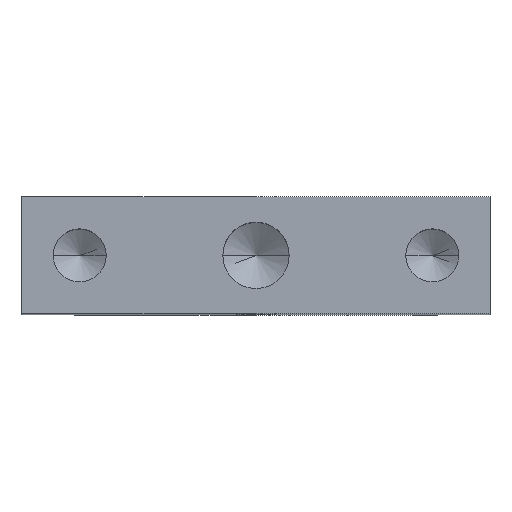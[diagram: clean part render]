
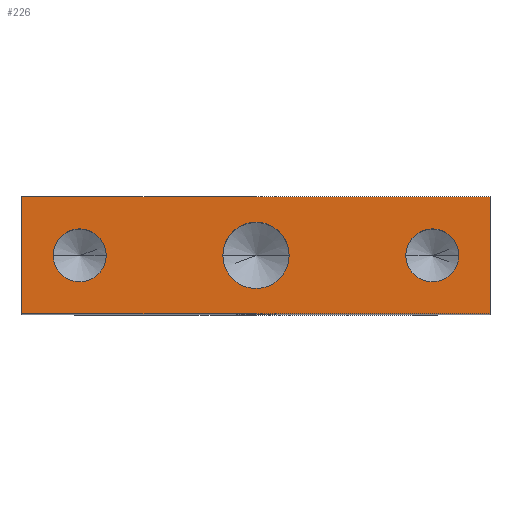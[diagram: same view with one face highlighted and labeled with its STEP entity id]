
A CAD part, top view. The second image highlights one B-rep face of the part: STEP entity #226.
In plain terms, the highlighted planar face has unit normal (0, 0, 1).
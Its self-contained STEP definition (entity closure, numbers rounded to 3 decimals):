
#6 = VERTEX_POINT ( 'NONE', #1105 ) ;
#7 = ORIENTED_EDGE ( 'NONE', *, *, #1145, .F. ) ;
#21 = CARTESIAN_POINT ( 'NONE',  ( -5., 15., 0. ) ) ;
#22 = EDGE_LOOP ( 'NONE', ( #7, #130, #210, #689 ) ) ;
#32 = CIRCLE ( 'NONE', #1388, 3.4 ) ;
#53 = CARTESIAN_POINT ( 'NONE',  ( 0., 15., 0. ) ) ;
#78 = CIRCLE ( 'NONE', #1327, 3.4 ) ;
#116 = EDGE_CURVE ( 'NONE', #6, #249, #1465, .T. ) ;
#130 = ORIENTED_EDGE ( 'NONE', *, *, #143, .F. ) ;
#142 = CARTESIAN_POINT ( 'NONE',  ( -15.8, 7.5, 0. ) ) ;
#143 = EDGE_CURVE ( 'NONE', #1220, #506, #505, .T. ) ;
#147 = AXIS2_PLACEMENT_3D ( 'NONE', #182, #534, #784 ) ;
#148 = CARTESIAN_POINT ( 'NONE',  ( -35., 7.5, 0. ) ) ;
#182 = CARTESIAN_POINT ( 'NONE',  ( -12.4, 7.5, 0. ) ) ;
#189 = CARTESIAN_POINT ( 'NONE',  ( -30.75, 7.5, 0. ) ) ;
#210 = ORIENTED_EDGE ( 'NONE', *, *, #1382, .F. ) ;
#226 = ADVANCED_FACE ( 'NONE', ( #785, #713, #1408, #790 ), #237, .F. ) ;
#237 = PLANE ( 'NONE',  #1085 ) ;
#241 = EDGE_LOOP ( 'NONE', ( #1189, #651 ) ) ;
#249 = VERTEX_POINT ( 'NONE', #551 ) ;
#251 = VERTEX_POINT ( 'NONE', #189 ) ;
#259 = LINE ( 'NONE', #1278, #1375 ) ;
#330 = DIRECTION ( 'NONE',  ( 0., 0., 1. ) ) ;
#348 = CARTESIAN_POINT ( 'NONE',  ( -57.6, 7.5, 0. ) ) ;
#361 = ORIENTED_EDGE ( 'NONE', *, *, #1180, .F. ) ;
#371 = VERTEX_POINT ( 'NONE', #899 ) ;
#382 = CARTESIAN_POINT ( 'NONE',  ( -54.2, 7.5, 0. ) ) ;
#397 = AXIS2_PLACEMENT_3D ( 'NONE', #148, #1414, #1429 ) ;
#420 = DIRECTION ( 'NONE',  ( 1., 0., 0. ) ) ;
#479 = DIRECTION ( 'NONE',  ( 1., 0., 0. ) ) ;
#505 = LINE ( 'NONE', #53, #818 ) ;
#506 = VERTEX_POINT ( 'NONE', #21 ) ;
#534 = DIRECTION ( 'NONE',  ( 0., 0., 1. ) ) ;
#537 = AXIS2_PLACEMENT_3D ( 'NONE', #348, #930, #479 ) ;
#551 = CARTESIAN_POINT ( 'NONE',  ( -5., 0., 0. ) ) ;
#554 = VERTEX_POINT ( 'NONE', #382 ) ;
#651 = ORIENTED_EDGE ( 'NONE', *, *, #873, .F. ) ;
#663 = ORIENTED_EDGE ( 'NONE', *, *, #968, .F. ) ;
#689 = ORIENTED_EDGE ( 'NONE', *, *, #116, .T. ) ;
#694 = CARTESIAN_POINT ( 'NONE',  ( -57.6, 7.5, 0. ) ) ;
#699 = CARTESIAN_POINT ( 'NONE',  ( -61., 7.5, 0. ) ) ;
#701 = CARTESIAN_POINT ( 'NONE',  ( -35., 7.5, 0. ) ) ;
#713 = FACE_BOUND ( 'NONE', #241, .T. ) ;
#754 = DIRECTION ( 'NONE',  ( 0., 1., 0. ) ) ;
#784 = DIRECTION ( 'NONE',  ( 1., 0., 0. ) ) ;
#785 = FACE_BOUND ( 'NONE', #1144, .T. ) ;
#790 = FACE_OUTER_BOUND ( 'NONE', #22, .T. ) ;
#818 = VECTOR ( 'NONE', #844, 1000. ) ;
#844 = DIRECTION ( 'NONE',  ( 1., 0., 0. ) ) ;
#849 = EDGE_CURVE ( 'NONE', #371, #1037, #78, .T. ) ;
#860 = CARTESIAN_POINT ( 'NONE',  ( -39.25, 7.5, 0. ) ) ;
#872 = CIRCLE ( 'NONE', #1124, 4.25 ) ;
#873 = EDGE_CURVE ( 'NONE', #1477, #554, #1370, .T. ) ;
#877 = VECTOR ( 'NONE', #420, 1000. ) ;
#893 = EDGE_CURVE ( 'NONE', #950, #251, #872, .T. ) ;
#899 = CARTESIAN_POINT ( 'NONE',  ( -9., 7.5, 0. ) ) ;
#905 = CARTESIAN_POINT ( 'NONE',  ( -65., 15., 0. ) ) ;
#906 = DIRECTION ( 'NONE',  ( -1., 0., 0. ) ) ;
#924 = DIRECTION ( 'NONE',  ( 0., 0., 1. ) ) ;
#930 = DIRECTION ( 'NONE',  ( 0., 0., 1. ) ) ;
#950 = VERTEX_POINT ( 'NONE', #860 ) ;
#968 = EDGE_CURVE ( 'NONE', #251, #950, #1056, .T. ) ;
#985 = CARTESIAN_POINT ( 'NONE',  ( -5., 180.905, 0. ) ) ;
#1001 = VECTOR ( 'NONE', #1442, 1000. ) ;
#1037 = VERTEX_POINT ( 'NONE', #142 ) ;
#1051 = DIRECTION ( 'NONE',  ( 1., 0., 0. ) ) ;
#1056 = CIRCLE ( 'NONE', #397, 4.25 ) ;
#1066 = DIRECTION ( 'NONE',  ( 0., 0., -1. ) ) ;
#1085 = AXIS2_PLACEMENT_3D ( 'NONE', #1472, #1066, #906 ) ;
#1105 = CARTESIAN_POINT ( 'NONE',  ( -65., 0., 0. ) ) ;
#1124 = AXIS2_PLACEMENT_3D ( 'NONE', #701, #1163, #1178 ) ;
#1144 = EDGE_LOOP ( 'NONE', ( #663, #1397 ) ) ;
#1145 = EDGE_CURVE ( 'NONE', #506, #249, #1420, .T. ) ;
#1147 = CARTESIAN_POINT ( 'NONE',  ( -12.4, 7.5, 0. ) ) ;
#1163 = DIRECTION ( 'NONE',  ( 0., 0., 1. ) ) ;
#1178 = DIRECTION ( 'NONE',  ( 1., 0., 0. ) ) ;
#1180 = EDGE_CURVE ( 'NONE', #1037, #371, #1318, .T. ) ;
#1189 = ORIENTED_EDGE ( 'NONE', *, *, #1294, .F. ) ;
#1220 = VERTEX_POINT ( 'NONE', #905 ) ;
#1272 = ORIENTED_EDGE ( 'NONE', *, *, #849, .F. ) ;
#1278 = CARTESIAN_POINT ( 'NONE',  ( -65., 0., 0. ) ) ;
#1294 = EDGE_CURVE ( 'NONE', #554, #1477, #32, .T. ) ;
#1318 = CIRCLE ( 'NONE', #147, 3.4 ) ;
#1327 = AXIS2_PLACEMENT_3D ( 'NONE', #1147, #330, #1051 ) ;
#1356 = EDGE_LOOP ( 'NONE', ( #1272, #361 ) ) ;
#1370 = CIRCLE ( 'NONE', #537, 3.4 ) ;
#1375 = VECTOR ( 'NONE', #754, 1000. ) ;
#1382 = EDGE_CURVE ( 'NONE', #6, #1220, #259, .T. ) ;
#1384 = DIRECTION ( 'NONE',  ( 1., 0., 0. ) ) ;
#1388 = AXIS2_PLACEMENT_3D ( 'NONE', #694, #924, #1384 ) ;
#1397 = ORIENTED_EDGE ( 'NONE', *, *, #893, .F. ) ;
#1408 = FACE_BOUND ( 'NONE', #1356, .T. ) ;
#1414 = DIRECTION ( 'NONE',  ( 0., 0., 1. ) ) ;
#1420 = LINE ( 'NONE', #985, #1001 ) ;
#1429 = DIRECTION ( 'NONE',  ( 1., 0., 0. ) ) ;
#1442 = DIRECTION ( 'NONE',  ( 0., -1., 0. ) ) ;
#1465 = LINE ( 'NONE', #1470, #877 ) ;
#1470 = CARTESIAN_POINT ( 'NONE',  ( 0., 0., 0. ) ) ;
#1472 = CARTESIAN_POINT ( 'NONE',  ( 0., 15., 0. ) ) ;
#1477 = VERTEX_POINT ( 'NONE', #699 ) ;
